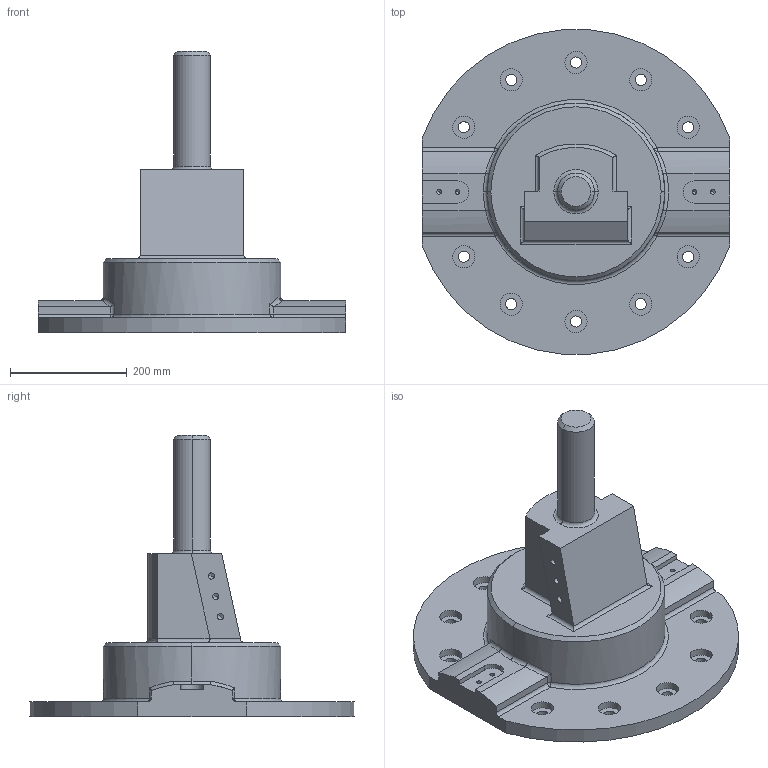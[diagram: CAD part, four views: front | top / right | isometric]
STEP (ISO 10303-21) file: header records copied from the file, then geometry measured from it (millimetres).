
FILE_DESCRIPTION(('Open CASCADE Model'),'2;1');
FILE_NAME('Open CASCADE Shape Model','2021-07-11T17:55:18',( 'Analysis Situs'),('Analysis Situs'), 'Open CASCADE STEP processor 7.4','Analysis Situs 1.0.0','Unknown');
FILE_SCHEMA(('AUTOMOTIVE_DESIGN { 1 0 10303 214 1 1 1 1 }'));
Length unit declared in the file: millimetre
Products named in the file (1): Open CASCADE STEP translator 7.4 2
Bounding box: 527.05 x 556.92 x 482.6 mm (x, y, z)
Volume: 12694911.4 mm3; surface area: 861242.5 mm2
Topology: 1 solids, 1 shells, 204 faces, 523 edges, 322 vertices
Faces by surface type: cylinder 100, plane 62, cone 26, torus 8, sphere 4, bspline 4
Entity records: 16009 total; most frequent: CARTESIAN_POINT 5926, DIRECTION 1905, ORIENTED_EDGE 998, PCURVE 998, DEFINITIONAL_REPRESENTATION 998, LINE 981, VECTOR 981, EDGE_CURVE 499
